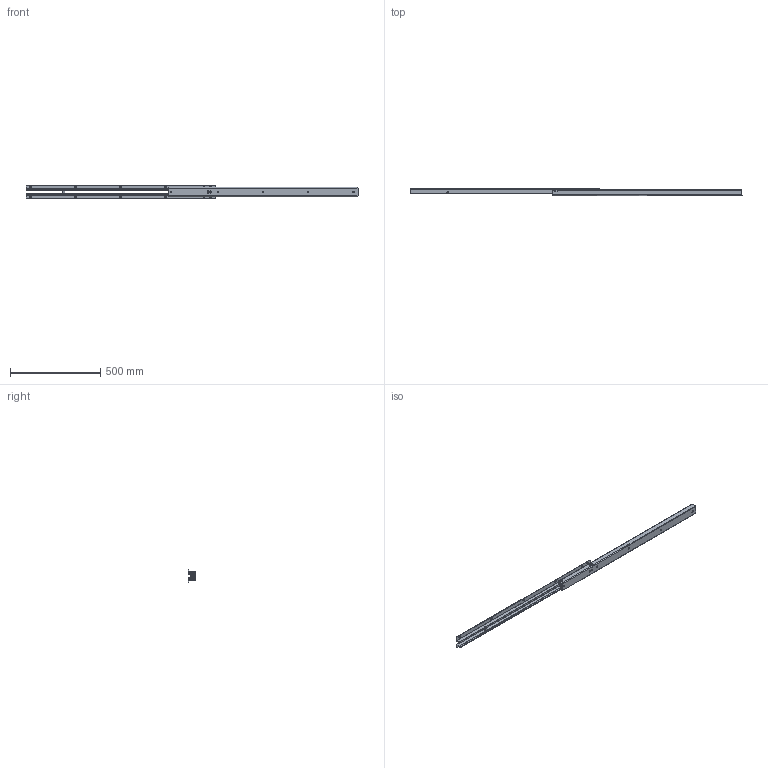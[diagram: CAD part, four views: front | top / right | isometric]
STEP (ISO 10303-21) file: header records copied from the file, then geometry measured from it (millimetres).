
FILE_DESCRIPTION (( 'STEP AP214' ), '1' );
FILE_NAME ('505T.1050-GA.0000_open.STEP', '2023-03-01T11:23:26', ( '' ), ( '' ), 'SwSTEP 2.0', 'SolidWorks 2020', '' );
FILE_SCHEMA (( 'AUTOMOTIVE_DESIGN' ));
Length unit declared in the file: millimetre
Products named in the file (20): 505T.XXX-03.0000_NL1050; FUL-063 Innenring; N61-127; U41-002; kugel_›   3,175000    (1.8"); EA-007; B01-011_vernietet Mat. 3mm; FUL-063 Käfig; 505T.XXX-01.0000.li_NL1050; FUL-063 Außenring; FUL-063 Laufring; FUL-063_U41-002 + B01-011; 505T.XXX-01.0000_NL1050; 505T.XXX-01.0000.re_NL1050; FUL-063_U41-002 + N61-127; H09-007; 505T.1050-GA.0000_open; H09-006_H09-006; FUL-063 Kugellager
Assembly tree (30 placements, depth 5):
  505T.1050-GA.0000_open
    505T.XXX-01.0000_NL1050
      505T.XXX-01.0000.li_NL1050
      H09-007
      505T.XXX-01.0000.re_NL1050
      H09-006_H09-006
      FUL-063_U41-002 + N61-127  x2
        FUL-063 Kugellager
          FUL-063 Innenring
          FUL-063 Außenring
          FUL-063 Käfig
          kugel_›   3,175000    (1.8")  x7
        FUL-063 Laufring
        U41-002
        N61-127
    505T.XXX-03.0000_NL1050
      505T.XXX-03.0000_NL1050
      FUL-063_U41-002 + B01-011  x2
        FUL-063 Kugellager
          FUL-063 Innenring
          FUL-063 Außenring
          FUL-063 Käfig
          kugel_›   3,175000    (1.8")  x7
        FUL-063 Laufring
        U41-002
        B01-011_vernietet Mat. 3mm
      EA-007
Bounding box: 1840.01 x 39.81 x 73 mm (x, y, z)
Volume: 766515.9 mm3; surface area: 543579.6 mm2
Topology: 58 solids, 58 shells, 1700 faces, 4184 edges, 2600 vertices
Faces by surface type: plane 600, cylinder 532, sphere 268, cone 246, torus 52, bspline 2
Entity records: 25029 total; most frequent: CARTESIAN_POINT 4961, DIRECTION 4376, ORIENTED_EDGE 3824, EDGE_CURVE 1912, AXIS2_PLACEMENT_3D 1761, VERTEX_POINT 1163, CIRCLE 921, EDGE_LOOP 903
